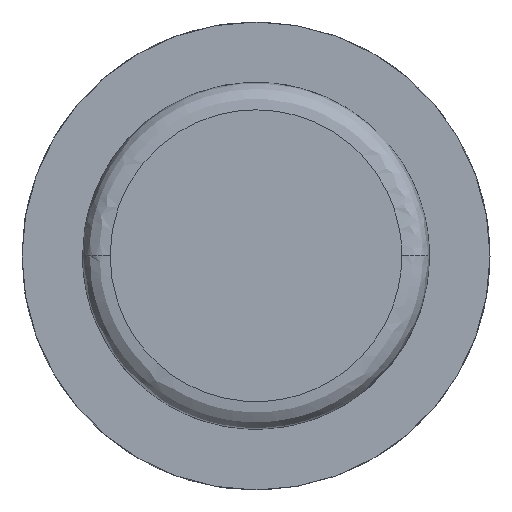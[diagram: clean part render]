
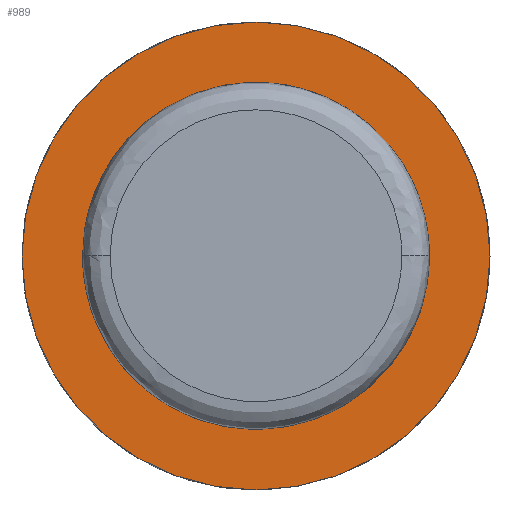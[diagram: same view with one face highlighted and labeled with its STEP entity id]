
A CAD part, top view. The second image highlights one B-rep face of the part: STEP entity #989.
In plain terms, the highlighted free-form (B-spline) face has degree [1, 1] with [2, 2] control points.
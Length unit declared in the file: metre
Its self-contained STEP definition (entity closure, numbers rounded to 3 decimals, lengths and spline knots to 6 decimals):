
#33=B_SPLINE_SURFACE_WITH_KNOTS('',1,1,((#2351,#2352),(#2353,#2354)),
 .PLANE_SURF.,.F.,.F.,.F.,(2,2),(2,2),(0.042732,0.954562),
(0.041942,0.956121),.PIECEWISE_BEZIER_KNOTS.);
#415=ORIENTED_EDGE('',*,*,#577,.F.);
#416=ORIENTED_EDGE('',*,*,#570,.F.);
#417=ORIENTED_EDGE('',*,*,#558,.T.);
#418=ORIENTED_EDGE('',*,*,#612,.T.);
#558=EDGE_CURVE('',#677,#676,#743,.T.);
#570=EDGE_CURVE('',#688,#689,#749,.T.);
#577=EDGE_CURVE('',#689,#688,#753,.T.);
#612=EDGE_CURVE('',#676,#677,#769,.T.);
#676=VERTEX_POINT('',#2135);
#677=VERTEX_POINT('',#2137);
#688=VERTEX_POINT('',#2179);
#689=VERTEX_POINT('',#2181);
#743=CIRCLE('',#1056,0.0085);
#749=CIRCLE('',#1062,0.0063);
#753=CIRCLE('',#1066,0.0063);
#769=CIRCLE('',#1082,0.0085);
#822=EDGE_LOOP('',(#415,#416));
#823=EDGE_LOOP('',(#417,#418));
#891=FACE_BOUND('',#822,.T.);
#892=FACE_BOUND('',#823,.T.);
#989=ADVANCED_FACE('',(#891,#892),#33,.T.);
#1056=AXIS2_PLACEMENT_3D('',#2136,#1163,#1164);
#1062=AXIS2_PLACEMENT_3D('',#2180,#1177,#1178);
#1066=AXIS2_PLACEMENT_3D('',#2201,#1187,#1188);
#1082=AXIS2_PLACEMENT_3D('',#2350,#1237,#1238);
#1163=DIRECTION('',(0.,0.,1.));
#1164=DIRECTION('',(1.,0.,0.));
#1177=DIRECTION('',(0.,0.,1.));
#1178=DIRECTION('',(1.,0.,0.));
#1187=DIRECTION('',(0.,0.,1.));
#1188=DIRECTION('',(1.,0.,0.));
#1237=DIRECTION('',(0.,0.,1.));
#1238=DIRECTION('',(1.,0.,0.));
#2135=CARTESIAN_POINT('',(-0.0085,0.,0.));
#2136=CARTESIAN_POINT('',(0.,0.,0.));
#2137=CARTESIAN_POINT('',(0.0085,0.,0.));
#2179=CARTESIAN_POINT('',(0.0063,0.,0.));
#2180=CARTESIAN_POINT('',(0.,0.,0.));
#2181=CARTESIAN_POINT('',(-0.0063,0.,0.));
#2201=CARTESIAN_POINT('',(0.,0.,0.));
#2350=CARTESIAN_POINT('',(0.,0.,0.));
#2351=CARTESIAN_POINT('',(-0.008654,-0.008668,0.));
#2352=CARTESIAN_POINT('',(-0.008654,0.008632,0.));
#2353=CARTESIAN_POINT('',(0.008602,-0.008668,0.));
#2354=CARTESIAN_POINT('',(0.008602,0.008632,0.));
